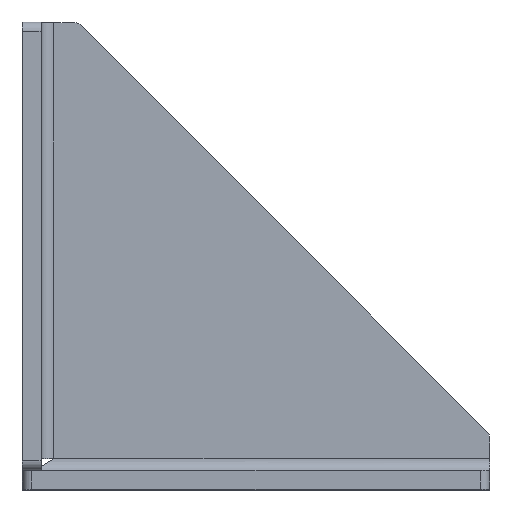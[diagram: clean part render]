
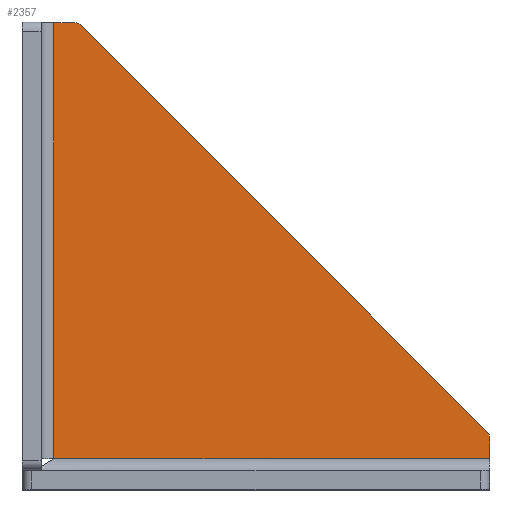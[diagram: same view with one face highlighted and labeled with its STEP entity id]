
A CAD part, top view. The second image highlights one B-rep face of the part: STEP entity #2357.
In plain terms, the highlighted planar face has unit normal (0, 0, 1).
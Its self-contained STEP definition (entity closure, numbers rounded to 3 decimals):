
#27 = CARTESIAN_POINT ( 'NONE',  ( 98., 11.172, 0. ) ) ;
#38 = CARTESIAN_POINT ( 'NONE',  ( 100., 11.172, 0. ) ) ;
#117 = LINE ( 'NONE', #2903, #2550 ) ;
#153 = EDGE_CURVE ( 'NONE', #1547, #2164, #801, .T. ) ;
#194 = ORIENTED_EDGE ( 'NONE', *, *, #967, .F. ) ;
#228 = DIRECTION ( 'NONE',  ( 1., 0., 0. ) ) ;
#246 = VERTEX_POINT ( 'NONE', #320 ) ;
#247 = DIRECTION ( 'NONE',  ( 0., -1., 0. ) ) ;
#259 = DIRECTION ( 'NONE',  ( 0., 0., -1. ) ) ;
#320 = CARTESIAN_POINT ( 'NONE',  ( 12.586, 99.414, 0. ) ) ;
#386 = VECTOR ( 'NONE', #804, 1000. ) ;
#393 = ORIENTED_EDGE ( 'NONE', *, *, #1007, .F. ) ;
#553 = DIRECTION ( 'NONE',  ( 0., 0., -1. ) ) ;
#677 = CARTESIAN_POINT ( 'NONE',  ( 99.414, 12.586, 0. ) ) ;
#689 = CARTESIAN_POINT ( 'NONE',  ( 100., 6.7, 0. ) ) ;
#801 = CIRCLE ( 'NONE', #1008, 2. ) ;
#804 = DIRECTION ( 'NONE',  ( 0.707, -0.707, 0. ) ) ;
#814 = FACE_OUTER_BOUND ( 'NONE', #1006, .T. ) ;
#815 = CARTESIAN_POINT ( 'NONE',  ( 6.7, 6.7, 0. ) ) ;
#840 = VERTEX_POINT ( 'NONE', #2028 ) ;
#900 = ORIENTED_EDGE ( 'NONE', *, *, #1223, .F. ) ;
#914 = PLANE ( 'NONE',  #1585 ) ;
#922 = DIRECTION ( 'NONE',  ( 0., 0., -1. ) ) ;
#967 = EDGE_CURVE ( 'NONE', #840, #2911, #1410, .T. ) ;
#1006 = EDGE_LOOP ( 'NONE', ( #2268, #1066, #393, #2732, #1423, #900, #194 ) ) ;
#1007 = EDGE_CURVE ( 'NONE', #2164, #1943, #117, .T. ) ;
#1008 = AXIS2_PLACEMENT_3D ( 'NONE', #27, #259, #1707 ) ;
#1047 = DIRECTION ( 'NONE',  ( 0., 1., 0. ) ) ;
#1066 = ORIENTED_EDGE ( 'NONE', *, *, #2877, .F. ) ;
#1114 = VECTOR ( 'NONE', #2474, 1000. ) ;
#1223 = EDGE_CURVE ( 'NONE', #2911, #246, #2586, .T. ) ;
#1270 = CARTESIAN_POINT ( 'NONE',  ( 4., 6.7, 0. ) ) ;
#1283 = CARTESIAN_POINT ( 'NONE',  ( 11.172, 100., 0. ) ) ;
#1410 = LINE ( 'NONE', #2183, #2620 ) ;
#1423 = ORIENTED_EDGE ( 'NONE', *, *, #2255, .F. ) ;
#1547 = VERTEX_POINT ( 'NONE', #677 ) ;
#1585 = AXIS2_PLACEMENT_3D ( 'NONE', #2848, #922, #2633 ) ;
#1707 = DIRECTION ( 'NONE',  ( -1., 0., 0. ) ) ;
#1758 = LINE ( 'NONE', #1270, #1114 ) ;
#1805 = VERTEX_POINT ( 'NONE', #2953 ) ;
#1856 = EDGE_CURVE ( 'NONE', #1805, #840, #2925, .T. ) ;
#1943 = VERTEX_POINT ( 'NONE', #689 ) ;
#2008 = CARTESIAN_POINT ( 'NONE',  ( 99.414, 12.586, 0. ) ) ;
#2011 = CARTESIAN_POINT ( 'NONE',  ( 11.172, 98., 0. ) ) ;
#2028 = CARTESIAN_POINT ( 'NONE',  ( 6.7, 100., 0. ) ) ;
#2164 = VERTEX_POINT ( 'NONE', #38 ) ;
#2183 = CARTESIAN_POINT ( 'NONE',  ( 11.172, 100., 0. ) ) ;
#2213 = VECTOR ( 'NONE', #1047, 1000. ) ;
#2248 = DIRECTION ( 'NONE',  ( -1., 0., 0. ) ) ;
#2255 = EDGE_CURVE ( 'NONE', #246, #1547, #2319, .T. ) ;
#2268 = ORIENTED_EDGE ( 'NONE', *, *, #1856, .F. ) ;
#2319 = LINE ( 'NONE', #2008, #386 ) ;
#2357 = ADVANCED_FACE ( 'NONE', ( #814 ), #914, .F. ) ;
#2474 = DIRECTION ( 'NONE',  ( -1., 0., 0. ) ) ;
#2550 = VECTOR ( 'NONE', #247, 1000. ) ;
#2586 = CIRCLE ( 'NONE', #2971, 2. ) ;
#2620 = VECTOR ( 'NONE', #228, 1000. ) ;
#2633 = DIRECTION ( 'NONE',  ( -1., 0., 0. ) ) ;
#2732 = ORIENTED_EDGE ( 'NONE', *, *, #153, .F. ) ;
#2848 = CARTESIAN_POINT ( 'NONE',  ( 98., 11.172, 0. ) ) ;
#2877 = EDGE_CURVE ( 'NONE', #1943, #1805, #1758, .T. ) ;
#2903 = CARTESIAN_POINT ( 'NONE',  ( 100., 6.7, 0. ) ) ;
#2911 = VERTEX_POINT ( 'NONE', #1283 ) ;
#2925 = LINE ( 'NONE', #815, #2213 ) ;
#2953 = CARTESIAN_POINT ( 'NONE',  ( 6.7, 6.7, 0. ) ) ;
#2971 = AXIS2_PLACEMENT_3D ( 'NONE', #2011, #553, #2248 ) ;
